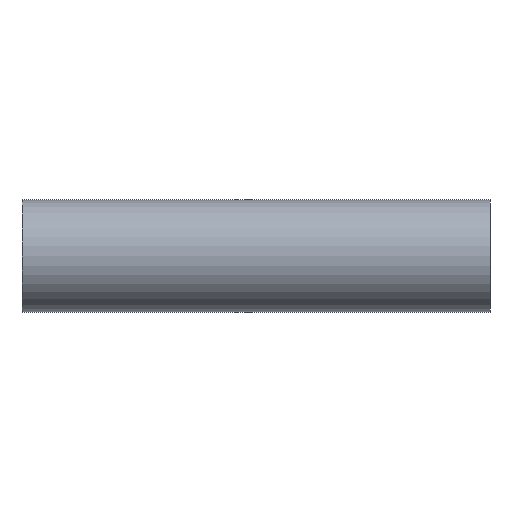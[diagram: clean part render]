
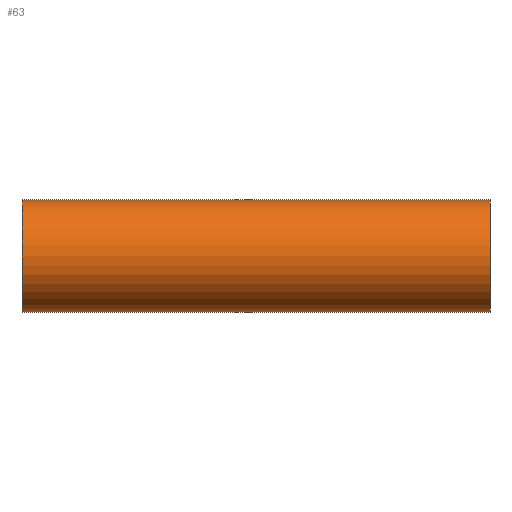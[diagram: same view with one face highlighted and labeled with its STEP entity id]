
A CAD part, front view. The second image highlights one B-rep face of the part: STEP entity #63.
In plain terms, the highlighted cylindrical face has radius 600 mm (diameter 1200 mm), a partial arc.
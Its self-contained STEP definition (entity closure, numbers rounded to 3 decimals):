
#55 = EDGE_CURVE( '', #87, #65, #126, .T. );
#57 = EDGE_CURVE( '', #65, #79, #128, .T. );
#61 = EDGE_CURVE( '', #89, #87, #132, .T. );
#63 = ADVANCED_FACE( '', ( #134 ), #135, .T. );
#65 = VERTEX_POINT( '', #137 );
#69 = EDGE_CURVE( '', #79, #89, #141, .T. );
#79 = VERTEX_POINT( '', #153 );
#87 = VERTEX_POINT( '', #161 );
#89 = VERTEX_POINT( '', #163 );
#126 = CIRCLE( '', #196, 600. );
#128 = LINE( '', #199, #200 );
#132 = LINE( '', #207, #208 );
#134 = FACE_OUTER_BOUND( '', #210, .T. );
#135 = CYLINDRICAL_SURFACE( '', #211, 600. );
#137 = CARTESIAN_POINT( '', ( 5000., 0., 600. ) );
#141 = CIRCLE( '', #218, 600. );
#153 = CARTESIAN_POINT( '', ( 0., 0., 600. ) );
#161 = CARTESIAN_POINT( '', ( 5000., 0., -600. ) );
#163 = CARTESIAN_POINT( '', ( 0., 0., -600. ) );
#196 = AXIS2_PLACEMENT_3D( '', #277, #278, #279 );
#199 = CARTESIAN_POINT( '', ( 0., 0., 600. ) );
#200 = VECTOR( '', #280, 1. );
#207 = CARTESIAN_POINT( '', ( 0., 0., -600. ) );
#208 = VECTOR( '', #282, 1. );
#210 = EDGE_LOOP( '', ( #284, #285, #286, #287 ) );
#211 = AXIS2_PLACEMENT_3D( '', #288, #289, #290 );
#218 = AXIS2_PLACEMENT_3D( '', #291, #292, #293 );
#277 = CARTESIAN_POINT( '', ( 5000., 0., 0. ) );
#278 = DIRECTION( '', ( -1., 0., 0. ) );
#279 = DIRECTION( '', ( 0., 0., -1. ) );
#280 = DIRECTION( '', ( -1., 0., 0. ) );
#282 = DIRECTION( '', ( 1., 0., 0. ) );
#284 = ORIENTED_EDGE( '', *, *, #61, .T. );
#285 = ORIENTED_EDGE( '', *, *, #55, .T. );
#286 = ORIENTED_EDGE( '', *, *, #57, .T. );
#287 = ORIENTED_EDGE( '', *, *, #69, .T. );
#288 = CARTESIAN_POINT( '', ( 0., 0., 0. ) );
#289 = DIRECTION( '', ( -1., 0., 0. ) );
#290 = DIRECTION( '', ( 0., 0., -1. ) );
#291 = CARTESIAN_POINT( '', ( 0., 0., 0. ) );
#292 = DIRECTION( '', ( 1., 0., 0. ) );
#293 = DIRECTION( '', ( 0., 0., -1. ) );
